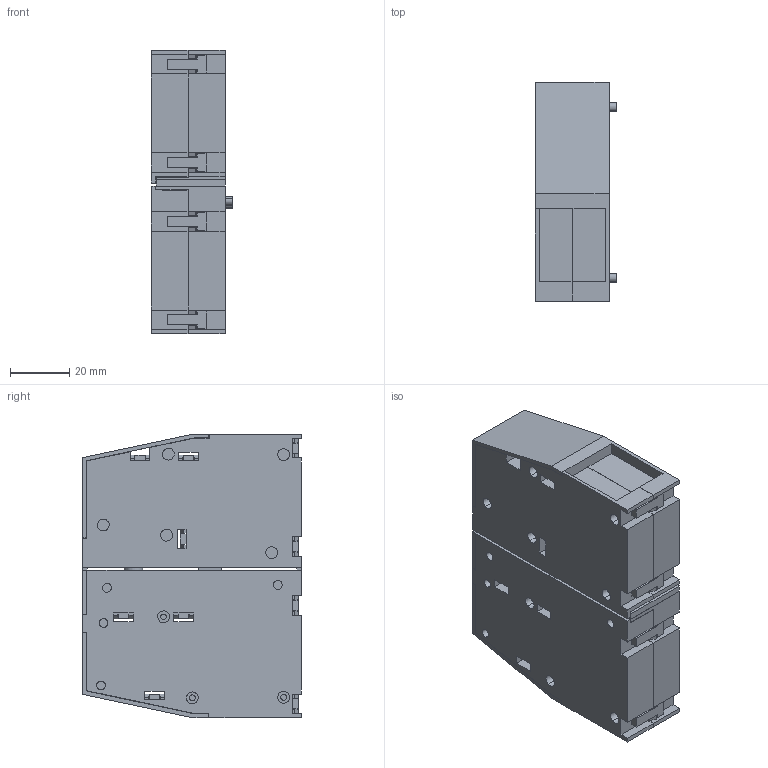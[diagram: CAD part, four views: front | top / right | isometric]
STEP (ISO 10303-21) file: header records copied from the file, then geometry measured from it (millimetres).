
FILE_DESCRIPTION(('CATIA V5R24 STEP','CAx-IF Rec.Pracs.--- Model Styling and Organization---1.2---2011-12-15'),'2;1');
FILE_NAME ('D1450274_0', '2017-11-28T10:42:02+00:00', ('Weidmueller Interface'), ('Weidmueller'), 'CATIA Version 5-6 Release 2014 SP4 HF52', 'CATIA V5 STEP AP214', 'none');
FILE_SCHEMA(('AUTOMOTIVE_DESIGN { 1 0 10303 214 1 1 1 1 }'));
Length unit declared in the file: millimetre
Products named in the file (1): 1250690000
Bounding box: 27.4 x 74 x 96 mm (x, y, z)
Volume: 151884.2 mm3; surface area: 41930.4 mm2
Topology: 4 solids, 4 shells, 651 faces, 1762 edges, 1172 vertices
Faces by surface type: plane 583, cylinder 68
Entity records: 18989 total; most frequent: ORIENTED_EDGE 3524, CARTESIAN_POINT 3510, DIRECTION 2562, EDGE_CURVE 1762, VECTOR 1626, LINE 1626, VERTEX_POINT 1172, EDGE_LOOP 720
